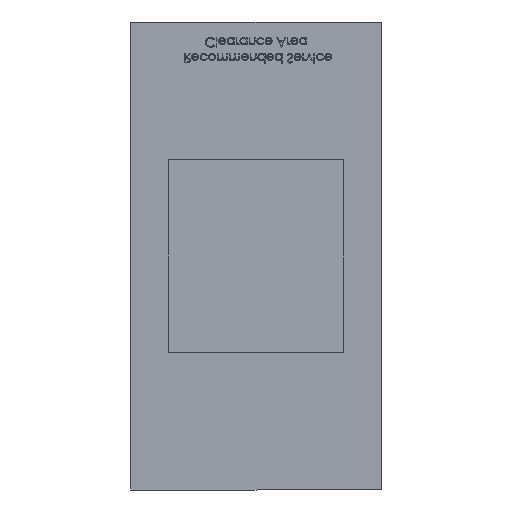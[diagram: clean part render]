
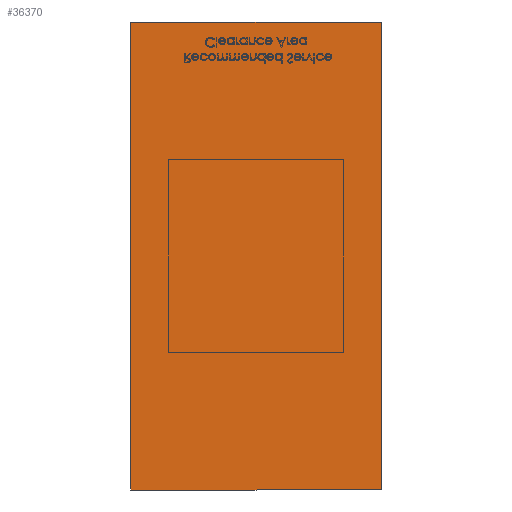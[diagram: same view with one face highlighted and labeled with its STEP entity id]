
A CAD part, front view. The second image highlights one B-rep face of the part: STEP entity #36370.
In plain terms, the highlighted planar face has unit normal (0, -1, 0).
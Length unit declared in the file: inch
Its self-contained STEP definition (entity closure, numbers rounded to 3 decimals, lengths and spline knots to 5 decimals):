
#782 = LINE ( 'NONE', #38315, #20120 ) ;
#4042 = VERTEX_POINT ( 'NONE', #29245 ) ;
#6327 = LINE ( 'NONE', #41551, #7953 ) ;
#7953 = VECTOR ( 'NONE', #21193, 39.37008 ) ;
#8511 = VERTEX_POINT ( 'NONE', #42974 ) ;
#8871 = CARTESIAN_POINT ( 'NONE',  ( 20.015, -5.25, 37.37 ) ) ;
#9685 = EDGE_LOOP ( 'NONE', ( #18841, #39409, #20940, #22196 ) ) ;
#10378 = CARTESIAN_POINT ( 'NONE',  ( 0., -5.25, 0. ) ) ;
#10629 = DIRECTION ( 'NONE',  ( 0., 0., -1. ) ) ;
#14534 = CARTESIAN_POINT ( 'NONE',  ( 20.015, -5.25, -37.37 ) ) ;
#17254 = DIRECTION ( 'NONE',  ( 0., -1., 0. ) ) ;
#18841 = ORIENTED_EDGE ( 'NONE', *, *, #21208, .T. ) ;
#20120 = VECTOR ( 'NONE', #10629, 39.37008 ) ;
#20554 = FACE_OUTER_BOUND ( 'NONE', #9685, .T. ) ;
#20940 = ORIENTED_EDGE ( 'NONE', *, *, #29942, .T. ) ;
#21193 = DIRECTION ( 'NONE',  ( 0., 0., 1. ) ) ;
#21208 = EDGE_CURVE ( 'NONE', #4042, #27495, #782, .T. ) ;
#22196 = ORIENTED_EDGE ( 'NONE', *, *, #36613, .T. ) ;
#22935 = DIRECTION ( 'NONE',  ( -1., 0., 0. ) ) ;
#23219 = VECTOR ( 'NONE', #22935, 39.37008 ) ;
#23344 = AXIS2_PLACEMENT_3D ( 'NONE', #10378, #17254, #30596 ) ;
#23437 = CARTESIAN_POINT ( 'NONE',  ( -20.015, -5.25, -37.37 ) ) ;
#27495 = VERTEX_POINT ( 'NONE', #23437 ) ;
#29245 = CARTESIAN_POINT ( 'NONE',  ( -20.015, -5.25, 37.37 ) ) ;
#29942 = EDGE_CURVE ( 'NONE', #34777, #8511, #6327, .T. ) ;
#30124 = LINE ( 'NONE', #34890, #35988 ) ;
#30596 = DIRECTION ( 'NONE',  ( 0., 0., -1. ) ) ;
#31169 = DIRECTION ( 'NONE',  ( 1., 0., 0. ) ) ;
#34777 = VERTEX_POINT ( 'NONE', #14534 ) ;
#34890 = CARTESIAN_POINT ( 'NONE',  ( 20.015, -5.25, -37.37 ) ) ;
#35988 = VECTOR ( 'NONE', #31169, 39.37008 ) ;
#36370 = ADVANCED_FACE ( 'NONE', ( #20554 ), #41352, .T. ) ;
#36613 = EDGE_CURVE ( 'NONE', #8511, #4042, #43562, .T. ) ;
#37999 = EDGE_CURVE ( 'NONE', #27495, #34777, #30124, .T. ) ;
#38315 = CARTESIAN_POINT ( 'NONE',  ( -20.015, -5.25, -37.37 ) ) ;
#39409 = ORIENTED_EDGE ( 'NONE', *, *, #37999, .T. ) ;
#41352 = PLANE ( 'NONE',  #23344 ) ;
#41551 = CARTESIAN_POINT ( 'NONE',  ( 20.015, -5.25, -37.37 ) ) ;
#42974 = CARTESIAN_POINT ( 'NONE',  ( 20.015, -5.25, 37.37 ) ) ;
#43562 = LINE ( 'NONE', #8871, #23219 ) ;
